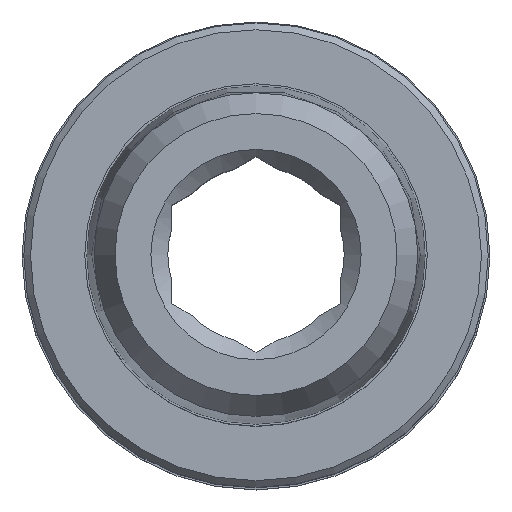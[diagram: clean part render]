
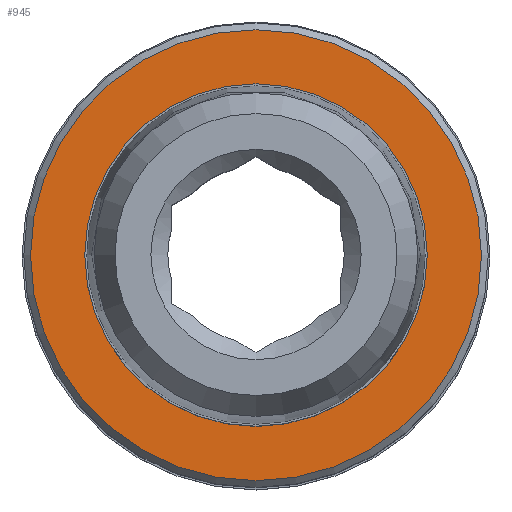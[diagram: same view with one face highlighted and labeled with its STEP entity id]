
A CAD part, top view. The second image highlights one B-rep face of the part: STEP entity #945.
In plain terms, the highlighted planar face has unit normal (0, 0, 1).
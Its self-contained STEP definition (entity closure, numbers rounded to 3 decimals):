
#27=PLANE('',#1026);
#145=CIRCLE('',#1024,5.05);
#147=CIRCLE('',#1027,6.65);
#246=ORIENTED_EDGE('',*,*,#378,.F.);
#247=ORIENTED_EDGE('',*,*,#376,.T.);
#376=EDGE_CURVE('',#443,#443,#145,.T.);
#378=EDGE_CURVE('',#445,#445,#147,.T.);
#443=VERTEX_POINT('',#1427);
#445=VERTEX_POINT('',#1432);
#504=EDGE_LOOP('',(#246));
#505=EDGE_LOOP('',(#247));
#574=FACE_BOUND('',#504,.T.);
#575=FACE_BOUND('',#505,.T.);
#945=ADVANCED_FACE('',(#574,#575),#27,.F.);
#1024=AXIS2_PLACEMENT_3D('',#1426,#1185,#1186);
#1026=AXIS2_PLACEMENT_3D('',#1430,#1189,#1190);
#1027=AXIS2_PLACEMENT_3D('',#1431,#1191,#1192);
#1185=DIRECTION('',(0.,0.,-1.));
#1186=DIRECTION('',(-1.,0.,0.));
#1189=DIRECTION('',(0.,0.,-1.));
#1190=DIRECTION('',(-1.,0.,0.));
#1191=DIRECTION('',(0.,0.,-1.));
#1192=DIRECTION('',(-1.,0.,0.));
#1426=CARTESIAN_POINT('',(0.,0.,-3.4));
#1427=CARTESIAN_POINT('',(-5.05,0.,-3.4));
#1430=CARTESIAN_POINT('',(0.,5.05,-3.4));
#1431=CARTESIAN_POINT('',(0.,0.,-3.4));
#1432=CARTESIAN_POINT('',(-6.65,0.,-3.4));
